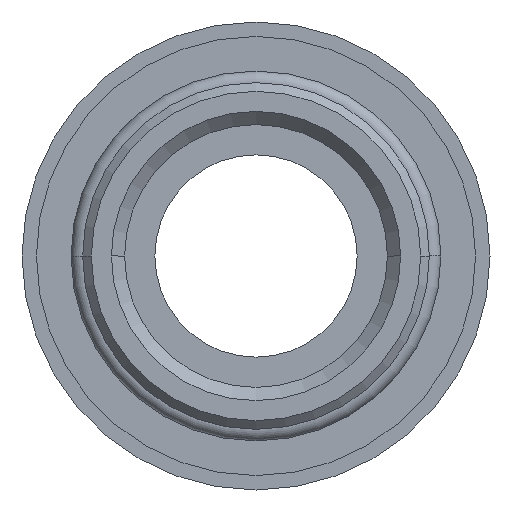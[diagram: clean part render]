
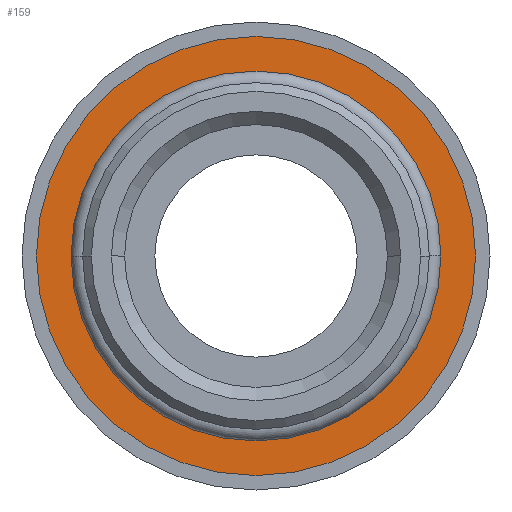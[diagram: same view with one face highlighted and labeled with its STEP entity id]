
A CAD part, front view. The second image highlights one B-rep face of the part: STEP entity #159.
In plain terms, the highlighted planar face has unit normal (0, -1, 0).
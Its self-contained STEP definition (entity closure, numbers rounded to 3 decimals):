
#159=ADVANCED_FACE('',(#336,#337),#338,.T.);
#336=FACE_OUTER_BOUND('',#525,.T.);
#337=FACE_BOUND('',#526,.T.);
#338=PLANE('',#527);
#525=EDGE_LOOP('',(#904,#905));
#526=EDGE_LOOP('',(#906,#907));
#527=AXIS2_PLACEMENT_3D('',#908,#909,#910);
#904=ORIENTED_EDGE('',*,*,#1197,.F.);
#905=ORIENTED_EDGE('',*,*,#1185,.F.);
#906=ORIENTED_EDGE('',*,*,#1188,.T.);
#907=ORIENTED_EDGE('',*,*,#1102,.T.);
#908=CARTESIAN_POINT('',(6.8,4.0,0.0));
#909=DIRECTION('',(-0.0,-1.0,-0.0));
#910=DIRECTION('',(-1.0,0.0,0.0));
#1102=EDGE_CURVE('',#1318,#1316,#1319,.T.);
#1185=EDGE_CURVE('',#1429,#1427,#1431,.T.);
#1188=EDGE_CURVE('',#1316,#1318,#1434,.T.);
#1197=EDGE_CURVE('',#1427,#1429,#1444,.T.);
#1316=VERTEX_POINT('',#1644);
#1318=VERTEX_POINT('',#1647);
#1319=CIRCLE('',#1648,6.0);
#1427=VERTEX_POINT('',#1808);
#1429=VERTEX_POINT('',#1811);
#1431=CIRCLE('',#1814,7.6);
#1434=CIRCLE('',#1817,6.0);
#1444=CIRCLE('',#1852,7.6);
#1644=CARTESIAN_POINT('',(6.0,4.0,0.0));
#1647=CARTESIAN_POINT('',(-6.0,4.0,0.));
#1648=AXIS2_PLACEMENT_3D('',#1969,#1970,#1971);
#1808=CARTESIAN_POINT('',(7.6,4.0,0.0));
#1811=CARTESIAN_POINT('',(-7.6,4.0,0.));
#1814=AXIS2_PLACEMENT_3D('',#2095,#2096,#2097);
#1817=AXIS2_PLACEMENT_3D('',#2101,#2102,#2103);
#1852=AXIS2_PLACEMENT_3D('',#2107,#2108,#2109);
#1969=CARTESIAN_POINT('',(0.0,4.0,0.0));
#1970=DIRECTION('',(-0.0,1.0,0.0));
#1971=DIRECTION('',(1.0,0.0,0.0));
#2095=CARTESIAN_POINT('',(0.0,4.0,0.0));
#2096=DIRECTION('',(-0.0,1.0,0.0));
#2097=DIRECTION('',(1.0,0.0,0.0));
#2101=CARTESIAN_POINT('',(0.0,4.0,0.0));
#2102=DIRECTION('',(-0.0,1.0,0.0));
#2103=DIRECTION('',(1.0,0.0,0.0));
#2107=CARTESIAN_POINT('',(0.0,4.0,0.0));
#2108=DIRECTION('',(-0.0,1.0,0.0));
#2109=DIRECTION('',(1.0,0.0,0.0));
